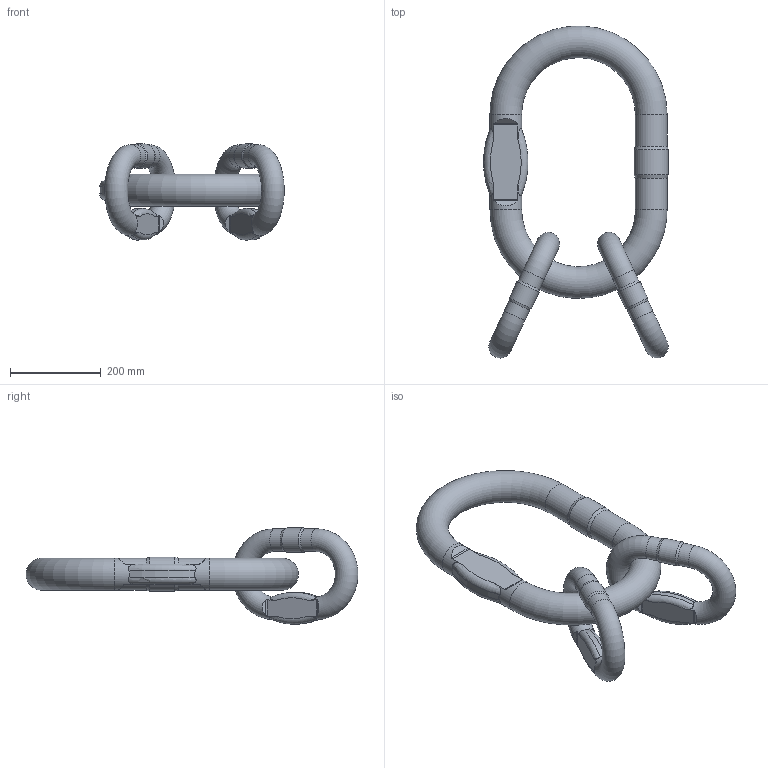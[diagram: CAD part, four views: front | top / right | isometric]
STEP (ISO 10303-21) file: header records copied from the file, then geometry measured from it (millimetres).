
FILE_DESCRIPTION(/* description */ (''),/* implementation_level */ '2;1');
FILE_NAME(/* name */ 'Kundenmodell_V_32',/* time_stamp */ '2010-02-23T10:54:51+01:00',/* author */ (''),/* organization */ (''),/* preprocessor_version */ 'ST-DEVELOPER v9',/* originating_system */ 'UGS - NX 4.0',/* authorisation */ '');
FILE_SCHEMA (('AUTOMOTIVE_DESIGN { 1 0 10303 214 1 1 1 1 }'));
Length unit declared in the file: millimetre
Products named in the file (1): ritEE04a5s6
Bounding box: 406.33 x 730.64 x 211.66 mm (x, y, z)
Volume: 8158577 mm3; surface area: 535185.9 mm2
Topology: 3 solids, 3 shells, 87 faces, 251 edges, 164 vertices
Faces by surface type: cylinder 45, torus 18, plane 18, cone 6
Full cylindrical faces by diameter (mm): 50 x4, 53.75 x2, 70 x4, 75.25 x1
Entity records: 3252 total; most frequent: CARTESIAN_POINT 1144, ORIENTED_EDGE 448, DIRECTION 392, EDGE_CURVE 224, AXIS2_PLACEMENT_3D 172, VERTEX_POINT 160, EDGE_LOOP 110, B_SPLINE_CURVE_WITH_KNOTS 92
